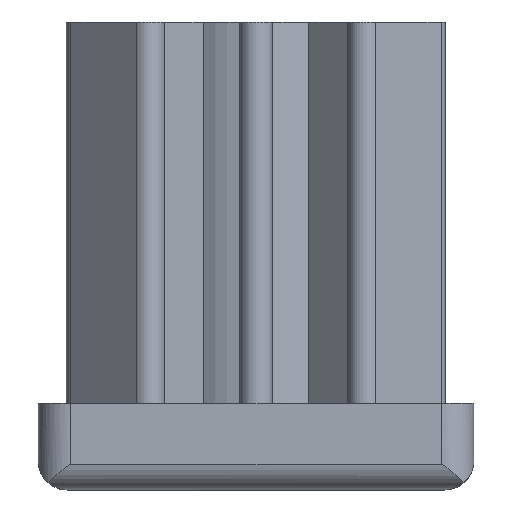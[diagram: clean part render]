
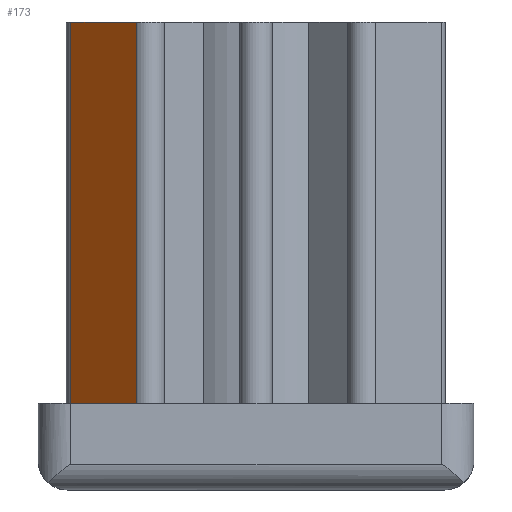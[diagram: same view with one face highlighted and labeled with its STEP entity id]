
A CAD part, left-side view. The second image highlights one B-rep face of the part: STEP entity #173.
In plain terms, the highlighted planar face has unit normal (-0.707, 0.707, 0).
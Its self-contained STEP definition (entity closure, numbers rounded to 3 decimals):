
#173 = ADVANCED_FACE( '', ( #370 ), #371, .F. );
#370 = FACE_OUTER_BOUND( '', #585, .T. );
#371 = PLANE( '', #586 );
#585 = EDGE_LOOP( '', ( #1039, #1040, #1041, #1042 ) );
#586 = AXIS2_PLACEMENT_3D( '', #1043, #1044, #1045 );
#1039 = ORIENTED_EDGE( '', *, *, #1497, .T. );
#1040 = ORIENTED_EDGE( '', *, *, #1498, .T. );
#1041 = ORIENTED_EDGE( '', *, *, #1499, .F. );
#1042 = ORIENTED_EDGE( '', *, *, #1467, .F. );
#1043 = CARTESIAN_POINT( '', ( -11., 17., 43. ) );
#1044 = DIRECTION( '', ( 0.707, -0.707, 0. ) );
#1045 = DIRECTION( '', ( 0.707, 0.707, 0. ) );
#1467 = EDGE_CURVE( '', #1826, #1828, #1829, .T. );
#1497 = EDGE_CURVE( '', #1826, #1866, #1867, .T. );
#1498 = EDGE_CURVE( '', #1866, #1868, #1869, .T. );
#1499 = EDGE_CURVE( '', #1828, #1868, #1870, .T. );
#1826 = VERTEX_POINT( '', #2410 );
#1828 = VERTEX_POINT( '', #2412 );
#1829 = LINE( '', #2413, #2414 );
#1866 = VERTEX_POINT( '', #2463 );
#1867 = LINE( '', #2464, #2465 );
#1868 = VERTEX_POINT( '', #2466 );
#1869 = LINE( '', #2467, #2468 );
#1870 = LINE( '', #2469, #2470 );
#2410 = CARTESIAN_POINT( '', ( -11., 17., 43. ) );
#2412 = CARTESIAN_POINT( '', ( -17., 11., 43. ) );
#2413 = CARTESIAN_POINT( '', ( -11., 17., 43. ) );
#2414 = VECTOR( '', #2768, 1000. );
#2463 = CARTESIAN_POINT( '', ( -11., 17., 8. ) );
#2464 = CARTESIAN_POINT( '', ( -11., 17., 43. ) );
#2465 = VECTOR( '', #2802, 1000. );
#2466 = CARTESIAN_POINT( '', ( -17., 11., 8. ) );
#2467 = CARTESIAN_POINT( '', ( -11., 17., 8. ) );
#2468 = VECTOR( '', #2803, 1000. );
#2469 = CARTESIAN_POINT( '', ( -17., 11., 43. ) );
#2470 = VECTOR( '', #2804, 1000. );
#2768 = DIRECTION( '', ( -0.707, -0.707, 0. ) );
#2802 = DIRECTION( '', ( 0., 0., -1. ) );
#2803 = DIRECTION( '', ( -0.707, -0.707, 0. ) );
#2804 = DIRECTION( '', ( 0., 0., -1. ) );
